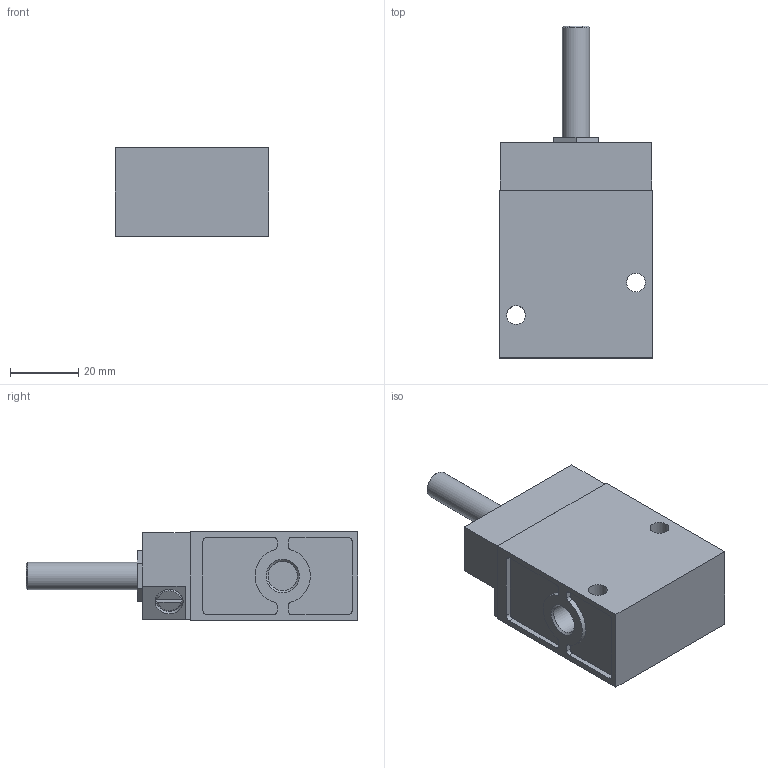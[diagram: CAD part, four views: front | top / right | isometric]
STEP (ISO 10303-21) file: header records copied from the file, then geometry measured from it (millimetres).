
FILE_DESCRIPTION(/* description */ ('STEP AP214'),/* implementation_level */ '2;1');
FILE_NAME(/* name */ '7877_MOFH-3-1_8',/* time_stamp */ '2024-09-06T19:18:25+02:00',/* author */ ('License CC BY-ND 4.0'),/* organization */ ('CADENAS'),/* preprocessor_version */ 'ST-DEVELOPER v19.3',/* originating_system */ 'PARTsolutions',/* authorisation */ ' ');
FILE_SCHEMA (('AP242_MANAGED_MODEL_BASED_3D_ENGINEERING_MIM_LF { 1 0 10303 442 3 1 4 }','AUTOMOTIVE_DESIGN {1 0 10303 214 3 1 1}'));
Length unit declared in the file: millimetre
Products named in the file (1): 7877 MOFH-3-1/8
Bounding box: 45 x 97 x 26 mm (x, y, z)
Volume: 68404.4 mm3; surface area: 14911.1 mm2
Topology: 1 solids, 1 shells, 162 faces, 413 edges, 269 vertices
Faces by surface type: plane 79, cylinder 60, cone 21, torus 2
Full cylindrical faces by diameter (mm): 4.134 x1, 5.5 x2, 7 x2, 7.4 x2, 7.48 x1, 8 x1, 8.566 x3
Entity records: 4863 total; most frequent: CARTESIAN_POINT 1021, ORIENTED_EDGE 776, DIRECTION 771, EDGE_CURVE 388, AXIS2_PLACEMENT_3D 284, VERTEX_POINT 266, FACE_BOUND 204, LINE 203
